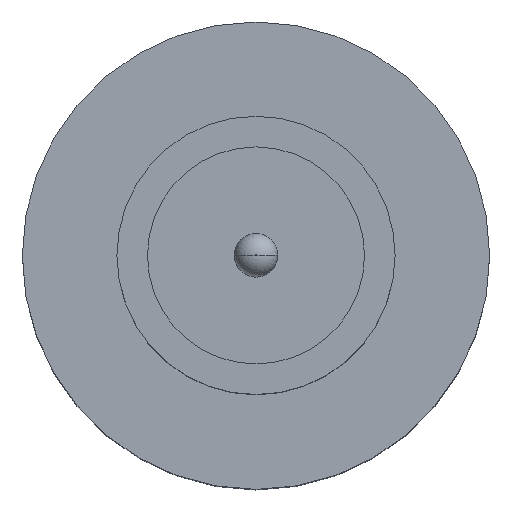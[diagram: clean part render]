
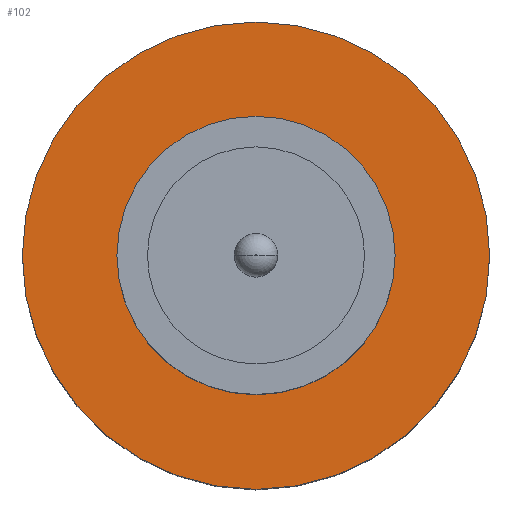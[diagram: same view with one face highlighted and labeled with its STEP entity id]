
A CAD part, top view. The second image highlights one B-rep face of the part: STEP entity #102.
In plain terms, the highlighted planar face has unit normal (0, 0, 1).
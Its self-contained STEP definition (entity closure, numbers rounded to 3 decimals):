
#47 = CIRCLE ( 'NONE', #304, 2.1 ) ;
#68 = FACE_OUTER_BOUND ( 'NONE', #194, .T. ) ;
#70 = CARTESIAN_POINT ( 'NONE',  ( -2.1, 0., 1.55 ) ) ;
#102 = ADVANCED_FACE ( 'NONE', ( #573, #68 ), #262, .T. ) ;
#114 = DIRECTION ( 'NONE',  ( 1., 0., 0. ) ) ;
#115 = CIRCLE ( 'NONE', #588, 1.25 ) ;
#127 = AXIS2_PLACEMENT_3D ( 'NONE', #528, #882, #114 ) ;
#132 = ORIENTED_EDGE ( 'NONE', *, *, #151, .T. ) ;
#151 = EDGE_CURVE ( 'NONE', #403, #279, #47, .T. ) ;
#166 = AXIS2_PLACEMENT_3D ( 'NONE', #611, #270, #535 ) ;
#194 = EDGE_LOOP ( 'NONE', ( #861, #132 ) ) ;
#210 = VERTEX_POINT ( 'NONE', #830 ) ;
#243 = EDGE_CURVE ( 'NONE', #210, #393, #659, .T. ) ;
#262 = PLANE ( 'NONE',  #166 ) ;
#270 = DIRECTION ( 'NONE',  ( 0., 0., 1. ) ) ;
#272 = AXIS2_PLACEMENT_3D ( 'NONE', #703, #335, #770 ) ;
#279 = VERTEX_POINT ( 'NONE', #70 ) ;
#300 = CIRCLE ( 'NONE', #127, 2.1 ) ;
#304 = AXIS2_PLACEMENT_3D ( 'NONE', #891, #615, #460 ) ;
#312 = CARTESIAN_POINT ( 'NONE',  ( 0., 0., 1.55 ) ) ;
#331 = DIRECTION ( 'NONE',  ( 1., 0., 0. ) ) ;
#335 = DIRECTION ( 'NONE',  ( 0., 0., 1. ) ) ;
#356 = CARTESIAN_POINT ( 'NONE',  ( 2.1, 0., 1.55 ) ) ;
#393 = VERTEX_POINT ( 'NONE', #855 ) ;
#403 = VERTEX_POINT ( 'NONE', #356 ) ;
#460 = DIRECTION ( 'NONE',  ( 1., 0., 0. ) ) ;
#528 = CARTESIAN_POINT ( 'NONE',  ( 0., 0., 1.55 ) ) ;
#535 = DIRECTION ( 'NONE',  ( 1., 0., 0. ) ) ;
#573 = FACE_BOUND ( 'NONE', #575, .T. ) ;
#575 = EDGE_LOOP ( 'NONE', ( #837, #607 ) ) ;
#588 = AXIS2_PLACEMENT_3D ( 'NONE', #312, #688, #331 ) ;
#607 = ORIENTED_EDGE ( 'NONE', *, *, #243, .F. ) ;
#611 = CARTESIAN_POINT ( 'NONE',  ( 0., 0., 1.55 ) ) ;
#615 = DIRECTION ( 'NONE',  ( 0., 0., 1. ) ) ;
#659 = CIRCLE ( 'NONE', #272, 1.25 ) ;
#688 = DIRECTION ( 'NONE',  ( 0., 0., 1. ) ) ;
#703 = CARTESIAN_POINT ( 'NONE',  ( 0., 0., 1.55 ) ) ;
#770 = DIRECTION ( 'NONE',  ( 1., 0., 0. ) ) ;
#777 = EDGE_CURVE ( 'NONE', #279, #403, #300, .T. ) ;
#806 = EDGE_CURVE ( 'NONE', #393, #210, #115, .T. ) ;
#830 = CARTESIAN_POINT ( 'NONE',  ( -1.25, 0., 1.55 ) ) ;
#837 = ORIENTED_EDGE ( 'NONE', *, *, #806, .F. ) ;
#855 = CARTESIAN_POINT ( 'NONE',  ( 1.25, 0., 1.55 ) ) ;
#861 = ORIENTED_EDGE ( 'NONE', *, *, #777, .T. ) ;
#882 = DIRECTION ( 'NONE',  ( 0., 0., 1. ) ) ;
#891 = CARTESIAN_POINT ( 'NONE',  ( 0., 0., 1.55 ) ) ;
